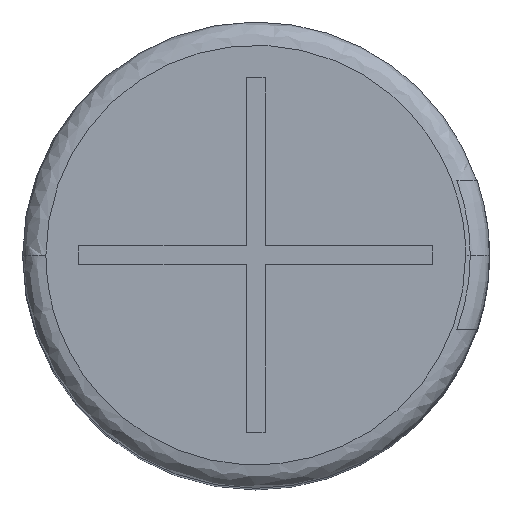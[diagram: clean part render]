
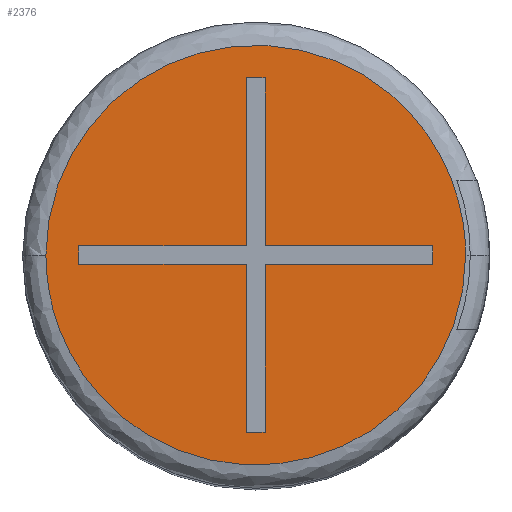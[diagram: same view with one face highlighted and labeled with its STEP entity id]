
A CAD part, top view. The second image highlights one B-rep face of the part: STEP entity #2376.
In plain terms, the highlighted planar face has unit normal (0, 0, 1).
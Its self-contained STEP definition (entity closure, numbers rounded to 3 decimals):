
#35 = VERTEX_POINT ( 'NONE', #1631 ) ;
#79 = CARTESIAN_POINT ( 'NONE',  ( -0.2, 3.8, 21.5 ) ) ;
#112 = DIRECTION ( 'NONE',  ( 1., 0., 0. ) ) ;
#162 = EDGE_CURVE ( 'NONE', #3398, #539, #589, .T. ) ;
#207 = ORIENTED_EDGE ( 'NONE', *, *, #162, .F. ) ;
#236 = CARTESIAN_POINT ( 'NONE',  ( 3.8, 0., 21.5 ) ) ;
#271 = DIRECTION ( 'NONE',  ( 1., 0., 0. ) ) ;
#289 = VECTOR ( 'NONE', #112, 1000. ) ;
#299 = DIRECTION ( 'NONE',  ( 0., 1., 0. ) ) ;
#318 = DIRECTION ( 'NONE',  ( 0., 1., 0. ) ) ;
#345 = EDGE_CURVE ( 'NONE', #499, #2850, #2070, .T. ) ;
#393 = CARTESIAN_POINT ( 'NONE',  ( -4.5, -9., 21.5 ) ) ;
#403 = VERTEX_POINT ( 'NONE', #766 ) ;
#439 = CARTESIAN_POINT ( 'NONE',  ( 0., 3.8, 21.5 ) ) ;
#447 = VECTOR ( 'NONE', #3490, 1000. ) ;
#465 = LINE ( 'NONE', #236, #1036 ) ;
#470 = CARTESIAN_POINT ( 'NONE',  ( 3.8, 0.2, 21.5 ) ) ;
#499 = VERTEX_POINT ( 'NONE', #2561 ) ;
#504 = LINE ( 'NONE', #1068, #1515 ) ;
#529 = VERTEX_POINT ( 'NONE', #2350 ) ;
#539 = VERTEX_POINT ( 'NONE', #580 ) ;
#544 = EDGE_CURVE ( 'NONE', #1949, #2221, #1716, .T. ) ;
#580 = CARTESIAN_POINT ( 'NONE',  ( 0.2, -0.2, 21.5 ) ) ;
#583 = FACE_BOUND ( 'NONE', #1495, .T. ) ;
#589 = LINE ( 'NONE', #1725, #2166 ) ;
#634 = DIRECTION ( 'NONE',  ( 0., 0., -1. ) ) ;
#745 = EDGE_CURVE ( 'NONE', #1713, #1106, #465, .T. ) ;
#766 = CARTESIAN_POINT ( 'NONE',  ( -0.2, -0.2, 21.5 ) ) ;
#778 = DIRECTION ( 'NONE',  ( 0., 1., 0. ) ) ;
#820 = ORIENTED_EDGE ( 'NONE', *, *, #3600, .F. ) ;
#823 = EDGE_CURVE ( 'NONE', #2882, #3398, #1743, .T. ) ;
#840 = CARTESIAN_POINT ( 'NONE',  ( -4.5, 0., 21.5 ) ) ;
#903 = DIRECTION ( 'NONE',  ( 1., 0., 0. ) ) ;
#905 = VERTEX_POINT ( 'NONE', #79 ) ;
#959 = DIRECTION ( 'NONE',  ( -1., 0., 0. ) ) ;
#993 = CARTESIAN_POINT ( 'NONE',  ( -0.2, -3.8, 21.5 ) ) ;
#1036 = VECTOR ( 'NONE', #778, 1000. ) ;
#1068 = CARTESIAN_POINT ( 'NONE',  ( -0.2, 0., 21.5 ) ) ;
#1071 = LINE ( 'NONE', #1665, #3591 ) ;
#1089 = CARTESIAN_POINT ( 'NONE',  ( 4.5, 9., 21.5 ) ) ;
#1100 = VERTEX_POINT ( 'NONE', #2040 ) ;
#1106 = VERTEX_POINT ( 'NONE', #470 ) ;
#1107 = VECTOR ( 'NONE', #3040, 1000. ) ;
#1186 = LINE ( 'NONE', #439, #3187 ) ;
#1231 = ORIENTED_EDGE ( 'NONE', *, *, #3436, .F. ) ;
#1253 = EDGE_CURVE ( 'NONE', #905, #529, #504, .T. ) ;
#1255 = EDGE_CURVE ( 'NONE', #1100, #35, #1347, .T. ) ;
#1277 = VECTOR ( 'NONE', #903, 1000. ) ;
#1312 = ORIENTED_EDGE ( 'NONE', *, *, #3246, .F. ) ;
#1347 = LINE ( 'NONE', #2224, #1107 ) ;
#1360 = CARTESIAN_POINT ( 'NONE',  ( 3.8, -0.2, 21.5 ) ) ;
#1375 = DIRECTION ( 'NONE',  ( 0., 1., 0. ) ) ;
#1378 = ORIENTED_EDGE ( 'NONE', *, *, #2950, .F. ) ;
#1388 = CARTESIAN_POINT ( 'NONE',  ( 4.5, 0., 21.5 ) ) ;
#1415 = LINE ( 'NONE', #3638, #2261 ) ;
#1432 = CARTESIAN_POINT ( 'NONE',  ( -4.5, 0., 21.5 ) ) ;
#1495 = EDGE_LOOP ( 'NONE', ( #2771, #207, #3432, #2031, #820, #2511, #1231, #2695, #1312, #1929, #3251, #2036 ) ) ;
#1515 = VECTOR ( 'NONE', #2486, 1000. ) ;
#1593 = EDGE_CURVE ( 'NONE', #403, #2882, #3221, .T. ) ;
#1594 = VECTOR ( 'NONE', #271, 1000. ) ;
#1631 = CARTESIAN_POINT ( 'NONE',  ( -3.8, -0.2, 21.5 ) ) ;
#1665 = CARTESIAN_POINT ( 'NONE',  ( 0., 0.2, 21.5 ) ) ;
#1701 = AXIS2_PLACEMENT_3D ( 'NONE', #3438, #634, #318 ) ;
#1713 = VERTEX_POINT ( 'NONE', #1360 ) ;
#1716 = LINE ( 'NONE', #2848, #2349 ) ;
#1725 = CARTESIAN_POINT ( 'NONE',  ( 0.2, 0., 21.5 ) ) ;
#1743 = LINE ( 'NONE', #2294, #1277 ) ;
#1753 = DIRECTION ( 'NONE',  ( -1., 0., 0. ) ) ;
#1813 = CARTESIAN_POINT ( 'NONE',  ( 4.5, 0., 21.5 ) ) ;
#1929 = ORIENTED_EDGE ( 'NONE', *, *, #544, .F. ) ;
#1949 = VERTEX_POINT ( 'NONE', #2113 ) ;
#2031 = ORIENTED_EDGE ( 'NONE', *, *, #1593, .F. ) ;
#2036 = ORIENTED_EDGE ( 'NONE', *, *, #745, .F. ) ;
#2040 = CARTESIAN_POINT ( 'NONE',  ( -3.8, 0.2, 21.5 ) ) ;
#2070 =( BOUNDED_CURVE ( )  B_SPLINE_CURVE ( 3, ( #1813, #2932, #393, #840 ),
 .UNSPECIFIED., .F., .T. ) 
 B_SPLINE_CURVE_WITH_KNOTS ( ( 4, 4 ),
 ( 0., 0.5 ),
 .UNSPECIFIED. ) 
 CURVE ( )  GEOMETRIC_REPRESENTATION_ITEM ( )  RATIONAL_B_SPLINE_CURVE ( ( 1., 0.333, 0.333, 1. ) ) 
 REPRESENTATION_ITEM ( '' )  );
#2113 = CARTESIAN_POINT ( 'NONE',  ( 0.2, 0.2, 21.5 ) ) ;
#2166 = VECTOR ( 'NONE', #1375, 1000. ) ;
#2196 =( BOUNDED_CURVE ( )  B_SPLINE_CURVE ( 3, ( #1432, #3049, #1089, #1388 ),
 .UNSPECIFIED., .F., .T. ) 
 B_SPLINE_CURVE_WITH_KNOTS ( ( 4, 4 ),
 ( 0.5, 1. ),
 .UNSPECIFIED. ) 
 CURVE ( )  GEOMETRIC_REPRESENTATION_ITEM ( )  RATIONAL_B_SPLINE_CURVE ( ( 1., 0.333, 0.333, 1. ) ) 
 REPRESENTATION_ITEM ( '' )  );
#2221 = VERTEX_POINT ( 'NONE', #2653 ) ;
#2224 = CARTESIAN_POINT ( 'NONE',  ( -3.8, 0., 21.5 ) ) ;
#2261 = VECTOR ( 'NONE', #3130, 1000. ) ;
#2294 = CARTESIAN_POINT ( 'NONE',  ( 0., -3.8, 21.5 ) ) ;
#2336 = ORIENTED_EDGE ( 'NONE', *, *, #345, .F. ) ;
#2349 = VECTOR ( 'NONE', #299, 1000. ) ;
#2350 = CARTESIAN_POINT ( 'NONE',  ( -0.2, 0.2, 21.5 ) ) ;
#2376 = ADVANCED_FACE ( 'NONE', ( #583, #2868 ), #3175, .F. ) ;
#2385 = CARTESIAN_POINT ( 'NONE',  ( -0.2, 0., 21.5 ) ) ;
#2395 = CARTESIAN_POINT ( 'NONE',  ( -4.5, 0., 21.5 ) ) ;
#2486 = DIRECTION ( 'NONE',  ( 0., -1., 0. ) ) ;
#2511 = ORIENTED_EDGE ( 'NONE', *, *, #1255, .F. ) ;
#2553 = CARTESIAN_POINT ( 'NONE',  ( 0.2, -3.8, 21.5 ) ) ;
#2561 = CARTESIAN_POINT ( 'NONE',  ( 4.5, 0., 21.5 ) ) ;
#2653 = CARTESIAN_POINT ( 'NONE',  ( 0.2, 3.8, 21.5 ) ) ;
#2671 = LINE ( 'NONE', #3465, #289 ) ;
#2695 = ORIENTED_EDGE ( 'NONE', *, *, #1253, .F. ) ;
#2771 = ORIENTED_EDGE ( 'NONE', *, *, #3475, .F. ) ;
#2848 = CARTESIAN_POINT ( 'NONE',  ( 0.2, 0., 21.5 ) ) ;
#2850 = VERTEX_POINT ( 'NONE', #2395 ) ;
#2868 = FACE_OUTER_BOUND ( 'NONE', #3275, .T. ) ;
#2873 = LINE ( 'NONE', #3429, #1594 ) ;
#2882 = VERTEX_POINT ( 'NONE', #993 ) ;
#2932 = CARTESIAN_POINT ( 'NONE',  ( 4.5, -9., 21.5 ) ) ;
#2950 = EDGE_CURVE ( 'NONE', #2850, #499, #2196, .T. ) ;
#3040 = DIRECTION ( 'NONE',  ( 0., -1., 0. ) ) ;
#3049 = CARTESIAN_POINT ( 'NONE',  ( -4.5, 9., 21.5 ) ) ;
#3130 = DIRECTION ( 'NONE',  ( -1., 0., 0. ) ) ;
#3175 = PLANE ( 'NONE',  #1701 ) ;
#3187 = VECTOR ( 'NONE', #959, 1000. ) ;
#3217 = EDGE_CURVE ( 'NONE', #1106, #1949, #1071, .T. ) ;
#3221 = LINE ( 'NONE', #2385, #447 ) ;
#3246 = EDGE_CURVE ( 'NONE', #2221, #905, #1186, .T. ) ;
#3251 = ORIENTED_EDGE ( 'NONE', *, *, #3217, .F. ) ;
#3275 = EDGE_LOOP ( 'NONE', ( #2336, #1378 ) ) ;
#3398 = VERTEX_POINT ( 'NONE', #2553 ) ;
#3429 = CARTESIAN_POINT ( 'NONE',  ( 0., -0.2, 21.5 ) ) ;
#3432 = ORIENTED_EDGE ( 'NONE', *, *, #823, .F. ) ;
#3436 = EDGE_CURVE ( 'NONE', #529, #1100, #1415, .T. ) ;
#3438 = CARTESIAN_POINT ( 'NONE',  ( 0., 0., 21.5 ) ) ;
#3465 = CARTESIAN_POINT ( 'NONE',  ( 0., -0.2, 21.5 ) ) ;
#3475 = EDGE_CURVE ( 'NONE', #539, #1713, #2873, .T. ) ;
#3490 = DIRECTION ( 'NONE',  ( 0., -1., 0. ) ) ;
#3591 = VECTOR ( 'NONE', #1753, 1000. ) ;
#3600 = EDGE_CURVE ( 'NONE', #35, #403, #2671, .T. ) ;
#3638 = CARTESIAN_POINT ( 'NONE',  ( 0., 0.2, 21.5 ) ) ;
